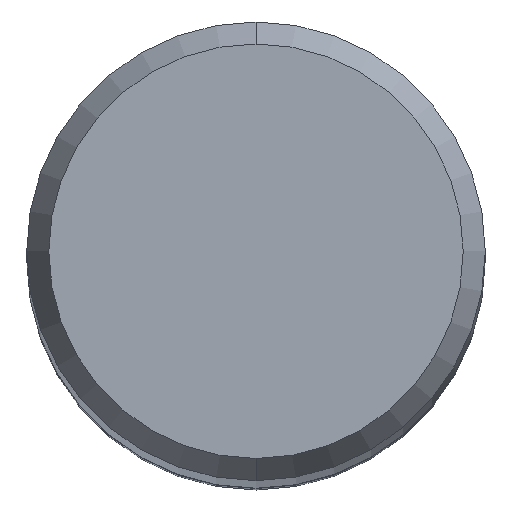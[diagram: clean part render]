
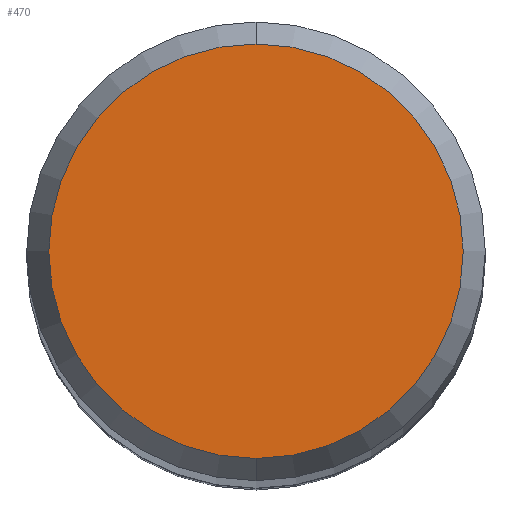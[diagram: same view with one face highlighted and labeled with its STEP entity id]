
A CAD part, top view. The second image highlights one B-rep face of the part: STEP entity #470.
In plain terms, the highlighted planar face has unit normal (0, 0, 1).
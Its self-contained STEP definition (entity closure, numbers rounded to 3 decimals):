
#194=VERTEX_POINT('',#524);
#304=EDGE_CURVE('',#368,#194,#646,.T.);
#368=VERTEX_POINT('',#719);
#450=EDGE_CURVE('',#194,#368,#808,.T.);
#470=ADVANCED_FACE('',(#829),#830,.T.);
#524=CARTESIAN_POINT('',(0.0,2.152,0.0));
#646=CIRCLE('',#1144,2.152);
#719=CARTESIAN_POINT('',(0.,-2.152,0.0));
#808=CIRCLE('',#1467,2.152);
#829=FACE_OUTER_BOUND('',#1495,.T.);
#830=PLANE('',#1496);
#1144=AXIS2_PLACEMENT_3D('',#1664,#1665,#1666);
#1467=AXIS2_PLACEMENT_3D('',#1860,#1861,#1862);
#1495=EDGE_LOOP('',(#1884,#1885));
#1496=AXIS2_PLACEMENT_3D('',#1886,#1887,#1888);
#1664=CARTESIAN_POINT('',(0.0,0.0,0.0));
#1665=DIRECTION('',(0.0,0.0,-1.0));
#1666=DIRECTION('',(0.0,1.0,0.0));
#1860=CARTESIAN_POINT('',(0.0,0.0,0.0));
#1861=DIRECTION('',(0.0,0.0,-1.0));
#1862=DIRECTION('',(0.0,1.0,0.0));
#1884=ORIENTED_EDGE('',*,*,#450,.F.);
#1885=ORIENTED_EDGE('',*,*,#304,.F.);
#1886=CARTESIAN_POINT('',(0.0,1.076,0.0));
#1887=DIRECTION('',(-0.0,0.0,1.0));
#1888=DIRECTION('',(0.0,-1.0,0.0));
